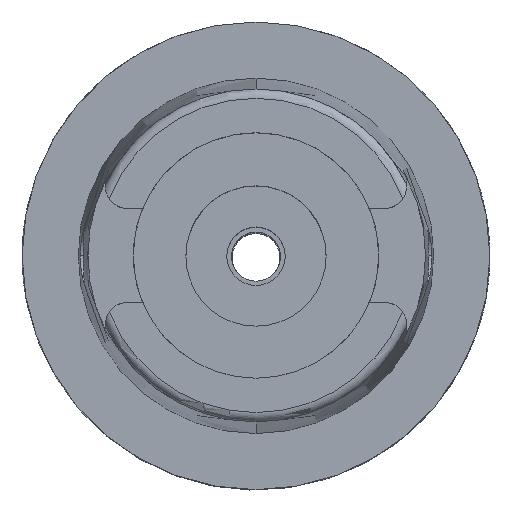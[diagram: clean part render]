
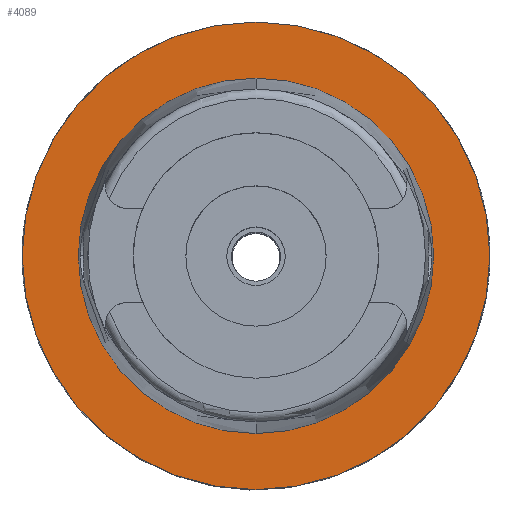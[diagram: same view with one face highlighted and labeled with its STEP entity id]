
A CAD part, top view. The second image highlights one B-rep face of the part: STEP entity #4089.
In plain terms, the highlighted planar face has unit normal (0, 0, 1).
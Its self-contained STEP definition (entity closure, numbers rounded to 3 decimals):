
#2 = EDGE_CURVE ( 'NONE', #643, #4956, #4796, .T. ) ;
#25 = DIRECTION ( 'NONE',  ( 0., 1., 0. ) ) ;
#82 = DIRECTION ( 'NONE',  ( 0., 0., 1. ) ) ;
#163 = EDGE_LOOP ( 'NONE', ( #2033, #3834 ) ) ;
#202 = DIRECTION ( 'NONE',  ( 0., 0., 1. ) ) ;
#320 = VERTEX_POINT ( 'NONE', #951 ) ;
#559 = CARTESIAN_POINT ( 'NONE',  ( 0., 0., 0. ) ) ;
#643 = VERTEX_POINT ( 'NONE', #1768 ) ;
#664 = AXIS2_PLACEMENT_3D ( 'NONE', #3393, #82, #25 ) ;
#693 = CIRCLE ( 'NONE', #1043, 15.2 ) ;
#728 = EDGE_CURVE ( 'NONE', #4802, #320, #3974, .T. ) ;
#951 = CARTESIAN_POINT ( 'NONE',  ( 0., -15.2, 0. ) ) ;
#980 = FACE_BOUND ( 'NONE', #5186, .T. ) ;
#991 = ORIENTED_EDGE ( 'NONE', *, *, #3708, .F. ) ;
#1043 = AXIS2_PLACEMENT_3D ( 'NONE', #559, #202, #2254 ) ;
#1189 = DIRECTION ( 'NONE',  ( 0., -1., 0. ) ) ;
#1459 = CIRCLE ( 'NONE', #3922, 20. ) ;
#1517 = DIRECTION ( 'NONE',  ( 0., 0., -1. ) ) ;
#1568 = CARTESIAN_POINT ( 'NONE',  ( 0., 0., 0. ) ) ;
#1768 = CARTESIAN_POINT ( 'NONE',  ( 0., -20., 0. ) ) ;
#1774 = DIRECTION ( 'NONE',  ( 0., 0., -1. ) ) ;
#1986 = CARTESIAN_POINT ( 'NONE',  ( 0., 0., 0. ) ) ;
#2033 = ORIENTED_EDGE ( 'NONE', *, *, #3265, .F. ) ;
#2254 = DIRECTION ( 'NONE',  ( 0., -1., 0. ) ) ;
#2976 = CARTESIAN_POINT ( 'NONE',  ( 0., 15.2, 0. ) ) ;
#2986 = AXIS2_PLACEMENT_3D ( 'NONE', #1986, #3327, #1189 ) ;
#3265 = EDGE_CURVE ( 'NONE', #4956, #643, #1459, .T. ) ;
#3327 = DIRECTION ( 'NONE',  ( 0., 0., -1. ) ) ;
#3393 = CARTESIAN_POINT ( 'NONE',  ( 0., 0., 0. ) ) ;
#3708 = EDGE_CURVE ( 'NONE', #320, #4802, #693, .T. ) ;
#3748 = CARTESIAN_POINT ( 'NONE',  ( 0., 0., 0. ) ) ;
#3801 = DIRECTION ( 'NONE',  ( 0., -1., 0. ) ) ;
#3820 = ORIENTED_EDGE ( 'NONE', *, *, #728, .F. ) ;
#3834 = ORIENTED_EDGE ( 'NONE', *, *, #2, .F. ) ;
#3922 = AXIS2_PLACEMENT_3D ( 'NONE', #1568, #1517, #5270 ) ;
#3928 = AXIS2_PLACEMENT_3D ( 'NONE', #3748, #1774, #3801 ) ;
#3974 = CIRCLE ( 'NONE', #664, 15.2 ) ;
#4089 = ADVANCED_FACE ( 'NONE', ( #4209, #980 ), #5033, .F. ) ;
#4209 = FACE_OUTER_BOUND ( 'NONE', #163, .T. ) ;
#4241 = CARTESIAN_POINT ( 'NONE',  ( 0., 20., 0. ) ) ;
#4796 = CIRCLE ( 'NONE', #2986, 20. ) ;
#4802 = VERTEX_POINT ( 'NONE', #2976 ) ;
#4956 = VERTEX_POINT ( 'NONE', #4241 ) ;
#5033 = PLANE ( 'NONE',  #3928 ) ;
#5186 = EDGE_LOOP ( 'NONE', ( #3820, #991 ) ) ;
#5270 = DIRECTION ( 'NONE',  ( 0., 1., 0. ) ) ;
